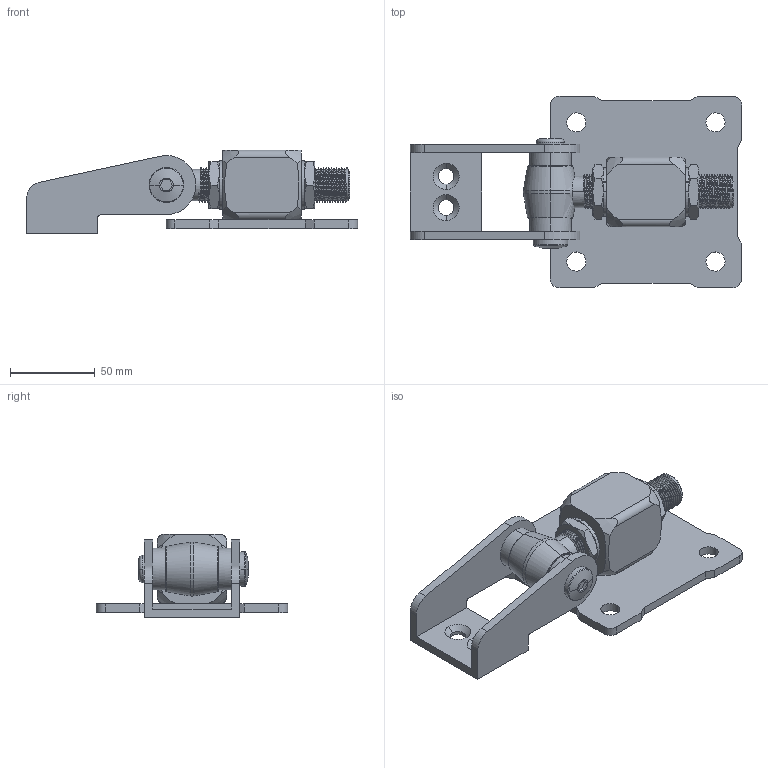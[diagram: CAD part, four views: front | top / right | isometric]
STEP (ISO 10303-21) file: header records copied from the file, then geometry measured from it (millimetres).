
FILE_DESCRIPTION(('FreeCAD Model'),'2;1');
FILE_NAME('Open CASCADE Shape Model','2025-04-25T15:07:11',('FreeCAD'),( 'FreeCAD'),'Open CASCADE STEP processor 7.6','FreeCAD','Unknown');
FILE_SCHEMA(('AUTOMOTIVE_DESIGN { 1 0 10303 214 1 1 1 1 }'));
Length unit declared in the file: millimetre
Products named in the file (1): Open CASCADE STEP translator 7.6 1
Bounding box: 195.04 x 112.66 x 49.16 mm (x, y, z)
Volume: 218942.5 mm3; surface area: 83036.2 mm2
Topology: 10 solids, 10 shells, 359 faces, 955 edges, 621 vertices
Faces by surface type: bspline 359
Entity records: 20164 total; most frequent: CARTESIAN_POINT 14929, ORIENTED_EDGE 1910, EDGE_CURVE 955, VERTEX_POINT 621, B_SPLINE_CURVE_WITH_KNOTS 491, FACE_BOUND 390, EDGE_LOOP 390, ADVANCED_FACE 359
